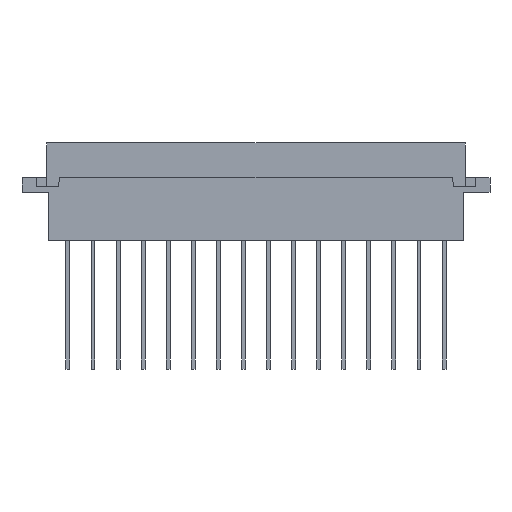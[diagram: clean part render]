
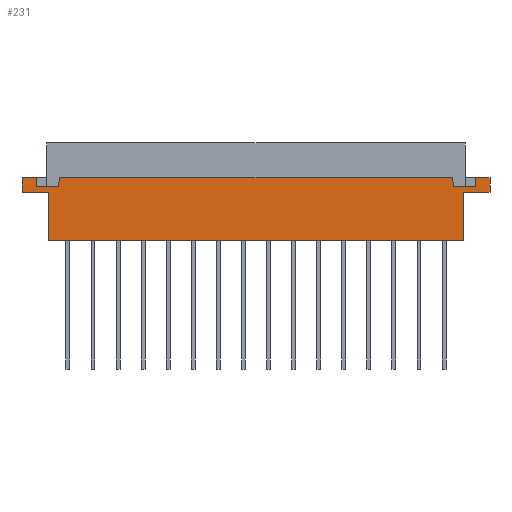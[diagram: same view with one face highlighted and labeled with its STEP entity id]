
A CAD part, front view. The second image highlights one B-rep face of the part: STEP entity #231.
In plain terms, the highlighted planar face has unit normal (0, -1, 0).
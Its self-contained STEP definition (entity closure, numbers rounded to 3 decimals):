
#231=ADVANCED_FACE('',(#1123),#1124,.T.);
#1123=FACE_OUTER_BOUND('',#2539,.T.);
#1124=PLANE('',#2540);
#2539=EDGE_LOOP('',(#5076,#5077,#5078,#5079,#5080,#5081,#5082,#5083,#5084,#5085,#5086,#5087,#5088,#5089,#5090,#5091));
#2540=AXIS2_PLACEMENT_3D('',#5092,#5093,#5094);
#5076=ORIENTED_EDGE('',*,*,#9073,.F.);
#5077=ORIENTED_EDGE('',*,*,#9087,.F.);
#5078=ORIENTED_EDGE('',*,*,#9035,.T.);
#5079=ORIENTED_EDGE('',*,*,#9088,.T.);
#5080=ORIENTED_EDGE('',*,*,#9089,.T.);
#5081=ORIENTED_EDGE('',*,*,#9090,.F.);
#5082=ORIENTED_EDGE('',*,*,#9091,.F.);
#5083=ORIENTED_EDGE('',*,*,#9092,.T.);
#5084=ORIENTED_EDGE('',*,*,#9093,.F.);
#5085=ORIENTED_EDGE('',*,*,#9094,.F.);
#5086=ORIENTED_EDGE('',*,*,#9038,.T.);
#5087=ORIENTED_EDGE('',*,*,#9095,.T.);
#5088=ORIENTED_EDGE('',*,*,#9075,.F.);
#5089=ORIENTED_EDGE('',*,*,#9096,.F.);
#5090=ORIENTED_EDGE('',*,*,#9061,.T.);
#5091=ORIENTED_EDGE('',*,*,#9097,.F.);
#5092=CARTESIAN_POINT('',(47.396,-7.35,-7.036));
#5093=DIRECTION('',(0.0,-1.0,0.0));
#5094=DIRECTION('',(0.0,0.0,-1.0));
#9035=EDGE_CURVE('',#10945,#10943,#10946,.T.);
#9038=EDGE_CURVE('',#10950,#10951,#10952,.T.);
#9061=EDGE_CURVE('',#10993,#10994,#10995,.T.);
#9073=EDGE_CURVE('',#11013,#11009,#11015,.T.);
#9075=EDGE_CURVE('',#11016,#11019,#11020,.T.);
#9087=EDGE_CURVE('',#10945,#11013,#11039,.T.);
#9088=EDGE_CURVE('',#10943,#11040,#11041,.T.);
#9089=EDGE_CURVE('',#11040,#11042,#11043,.T.);
#9090=EDGE_CURVE('',#11044,#11042,#11045,.T.);
#9091=EDGE_CURVE('',#11046,#11044,#11047,.T.);
#9092=EDGE_CURVE('',#11046,#11048,#11049,.T.);
#9093=EDGE_CURVE('',#11050,#11048,#11051,.T.);
#9094=EDGE_CURVE('',#10950,#11050,#11052,.T.);
#9095=EDGE_CURVE('',#10951,#11019,#11053,.T.);
#9096=EDGE_CURVE('',#10993,#11016,#11054,.T.);
#9097=EDGE_CURVE('',#11009,#10994,#11055,.T.);
#10943=VERTEX_POINT('',#13954);
#10945=VERTEX_POINT('',#13957);
#10946=LINE('',#13958,#13959);
#10950=VERTEX_POINT('',#13965);
#10951=VERTEX_POINT('',#13966);
#10952=LINE('',#13967,#13968);
#10993=VERTEX_POINT('',#14031);
#10994=VERTEX_POINT('',#14032);
#10995=LINE('',#14033,#14034);
#11009=VERTEX_POINT('',#14056);
#11013=VERTEX_POINT('',#14062);
#11015=LINE('',#14065,#14066);
#11016=VERTEX_POINT('',#14067);
#11019=VERTEX_POINT('',#14071);
#11020=LINE('',#14072,#14073);
#11039=LINE('',#14103,#14104);
#11040=VERTEX_POINT('',#14105);
#11041=LINE('',#14106,#14107);
#11042=VERTEX_POINT('',#14108);
#11043=LINE('',#14109,#14110);
#11044=VERTEX_POINT('',#14111);
#11045=LINE('',#14112,#14113);
#11046=VERTEX_POINT('',#14114);
#11047=LINE('',#14115,#14116);
#11048=VERTEX_POINT('',#14117);
#11049=LINE('',#14118,#14119);
#11050=VERTEX_POINT('',#14120);
#11051=LINE('',#14121,#14122);
#11052=LINE('',#14123,#14124);
#11053=LINE('',#14125,#14126);
#11054=LINE('',#14127,#14128);
#11055=LINE('',#14129,#14130);
#13954=CARTESIAN_POINT('',(-47.396,-7.35,-7.036));
#13957=CARTESIAN_POINT('',(-44.501,-7.35,-7.036));
#13958=CARTESIAN_POINT('',(-44.501,-7.35,-7.036));
#13959=VECTOR('',#17219,2.896);
#13965=CARTESIAN_POINT('',(47.396,-7.35,-7.036));
#13966=CARTESIAN_POINT('',(44.501,-7.35,-7.036));
#13967=CARTESIAN_POINT('',(47.396,-7.35,-7.036));
#13968=VECTOR('',#17222,2.896);
#14031=CARTESIAN_POINT('',(39.733,-7.35,-7.036));
#14032=CARTESIAN_POINT('',(-39.733,-7.35,-7.036));
#14033=CARTESIAN_POINT('',(39.733,-7.35,-7.036));
#14034=VECTOR('',#17245,79.467);
#14056=CARTESIAN_POINT('',(-40.056,-7.35,-8.865));
#14062=CARTESIAN_POINT('',(-44.501,-7.35,-8.865));
#14065=CARTESIAN_POINT('',(-44.501,-7.35,-8.865));
#14066=VECTOR('',#17257,4.445);
#14067=CARTESIAN_POINT('',(40.056,-7.35,-8.865));
#14071=CARTESIAN_POINT('',(44.501,-7.35,-8.865));
#14072=CARTESIAN_POINT('',(40.056,-7.35,-8.865));
#14073=VECTOR('',#17259,4.445);
#14103=CARTESIAN_POINT('',(-44.501,-7.35,-7.036));
#14104=VECTOR('',#17271,1.829);
#14105=CARTESIAN_POINT('',(-47.396,-7.35,-10.008));
#14106=CARTESIAN_POINT('',(-47.396,-7.35,-7.036));
#14107=VECTOR('',#17272,2.972);
#14108=CARTESIAN_POINT('',(-42.037,-7.35,-10.008));
#14109=CARTESIAN_POINT('',(-47.396,-7.35,-10.008));
#14110=VECTOR('',#17273,5.359);
#14111=CARTESIAN_POINT('',(-42.037,-7.35,-19.787));
#14112=CARTESIAN_POINT('',(-42.037,-7.35,-19.787));
#14113=VECTOR('',#17274,9.779);
#14114=CARTESIAN_POINT('',(42.037,-7.35,-19.787));
#14115=CARTESIAN_POINT('',(42.037,-7.35,-19.787));
#14116=VECTOR('',#17275,84.074);
#14117=CARTESIAN_POINT('',(42.037,-7.35,-10.008));
#14118=CARTESIAN_POINT('',(42.037,-7.35,-19.787));
#14119=VECTOR('',#17276,9.779);
#14120=CARTESIAN_POINT('',(47.396,-7.35,-10.008));
#14121=CARTESIAN_POINT('',(47.396,-7.35,-10.008));
#14122=VECTOR('',#17277,5.359);
#14123=CARTESIAN_POINT('',(47.396,-7.35,-7.036));
#14124=VECTOR('',#17278,2.972);
#14125=CARTESIAN_POINT('',(44.501,-7.35,-7.036));
#14126=VECTOR('',#17279,1.829);
#14127=CARTESIAN_POINT('',(39.733,-7.35,-7.036));
#14128=VECTOR('',#17280,1.857);
#14129=CARTESIAN_POINT('',(-40.056,-7.35,-8.865));
#14130=VECTOR('',#17281,1.857);
#17219=DIRECTION('',(-1.0,0.0,0.0));
#17222=DIRECTION('',(-1.0,0.0,0.0));
#17245=DIRECTION('',(-1.0,0.0,0.0));
#17257=DIRECTION('',(1.0,0.0,0.0));
#17259=DIRECTION('',(1.0,0.0,0.0));
#17271=DIRECTION('',(0.0,0.0,-1.0));
#17272=DIRECTION('',(0.0,0.0,-1.0));
#17273=DIRECTION('',(1.0,0.0,0.0));
#17274=DIRECTION('',(0.0,0.0,1.0));
#17275=DIRECTION('',(-1.0,0.0,0.0));
#17276=DIRECTION('',(0.0,0.0,1.0));
#17277=DIRECTION('',(-1.0,0.0,0.0));
#17278=DIRECTION('',(0.0,0.0,-1.0));
#17279=DIRECTION('',(0.0,0.0,-1.0));
#17280=DIRECTION('',(0.174,0.0,-0.985));
#17281=DIRECTION('',(0.174,0.0,0.985));
